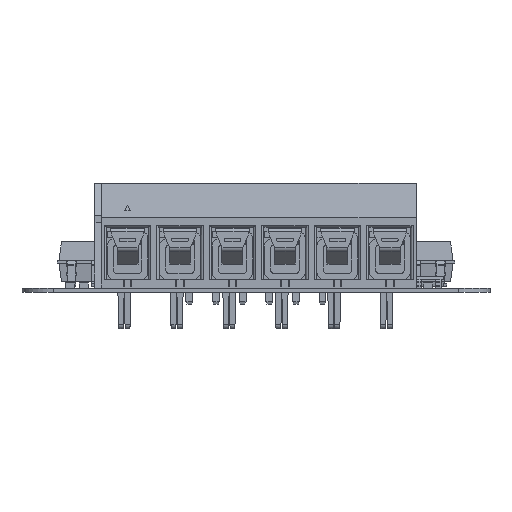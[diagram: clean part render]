
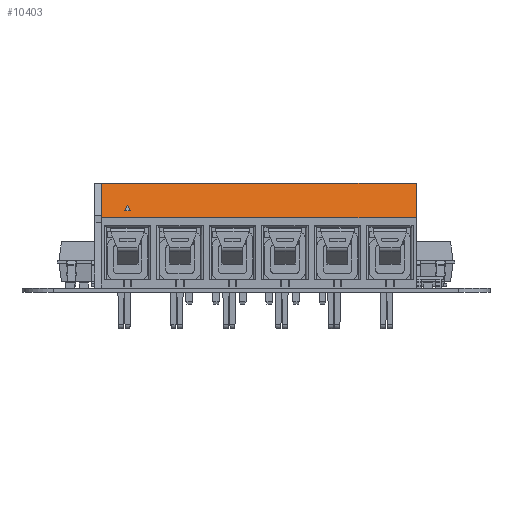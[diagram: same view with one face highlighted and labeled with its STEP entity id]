
A CAD part, left-side view. The second image highlights one B-rep face of the part: STEP entity #10403.
In plain terms, the highlighted face is planar.
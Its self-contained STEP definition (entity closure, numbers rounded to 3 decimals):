
#5654 = VERTEX_POINT('',#5655);
#5655 = CARTESIAN_POINT('',(30.,10.,6.8));
#5661 = EDGE_CURVE('',#5654,#5662,#5664,.T.);
#5662 = VERTEX_POINT('',#5663);
#5663 = CARTESIAN_POINT('',(30.,6.7,7.6));
#5664 = LINE('',#5665,#5666);
#5665 = CARTESIAN_POINT('',(30.,10.,6.8));
#5666 = VECTOR('',#5667,1.);
#5667 = DIRECTION('',(0.,-0.972,0.236));
#8943 = EDGE_CURVE('',#5662,#8944,#8946,.T.);
#8944 = VERTEX_POINT('',#8945);
#8945 = CARTESIAN_POINT('',(0.,6.7,7.6));
#8946 = LINE('',#8947,#8948);
#8947 = CARTESIAN_POINT('',(30.,6.7,7.6));
#8948 = VECTOR('',#8949,1.);
#8949 = DIRECTION('',(-1.,0.,0.));
#10003 = EDGE_CURVE('',#10004,#8944,#10006,.T.);
#10004 = VERTEX_POINT('',#10005);
#10005 = CARTESIAN_POINT('',(0.,10.,6.8));
#10006 = LINE('',#10007,#10008);
#10007 = CARTESIAN_POINT('',(0.,10.,6.8));
#10008 = VECTOR('',#10009,1.);
#10009 = DIRECTION('',(0.,-0.972,0.236));
#10304 = EDGE_CURVE('',#5654,#10004,#10305,.T.);
#10305 = LINE('',#10306,#10307);
#10306 = CARTESIAN_POINT('',(30.,10.,6.8));
#10307 = VECTOR('',#10308,1.);
#10308 = DIRECTION('',(-1.,0.,0.));
#10403 = ADVANCED_FACE('',(#10404,#10430),#10436,.F.);
#10404 = FACE_BOUND('',#10405,.T.);
#10405 = EDGE_LOOP('',(#10406,#10416,#10424));
#10406 = ORIENTED_EDGE('',*,*,#10407,.F.);
#10407 = EDGE_CURVE('',#10408,#10410,#10412,.T.);
#10408 = VERTEX_POINT('',#10409);
#10409 = CARTESIAN_POINT('',(2.75,7.38,7.435));
#10410 = VERTEX_POINT('',#10411);
#10411 = CARTESIAN_POINT('',(2.5,7.866,7.317));
#10412 = LINE('',#10413,#10414);
#10413 = CARTESIAN_POINT('',(2.75,7.38,7.435));
#10414 = VECTOR('',#10415,1.);
#10415 = DIRECTION('',(-0.447,0.869,-0.211));
#10416 = ORIENTED_EDGE('',*,*,#10417,.F.);
#10417 = EDGE_CURVE('',#10418,#10408,#10420,.T.);
#10418 = VERTEX_POINT('',#10419);
#10419 = CARTESIAN_POINT('',(2.25,7.38,7.435));
#10420 = LINE('',#10421,#10422);
#10421 = CARTESIAN_POINT('',(2.25,7.38,7.435));
#10422 = VECTOR('',#10423,1.);
#10423 = DIRECTION('',(1.,0.,0.));
#10424 = ORIENTED_EDGE('',*,*,#10425,.F.);
#10425 = EDGE_CURVE('',#10410,#10418,#10426,.T.);
#10426 = LINE('',#10427,#10428);
#10427 = CARTESIAN_POINT('',(2.5,7.866,7.317));
#10428 = VECTOR('',#10429,1.);
#10429 = DIRECTION('',(-0.447,-0.869,0.211));
#10430 = FACE_BOUND('',#10431,.T.);
#10431 = EDGE_LOOP('',(#10432,#10433,#10434,#10435));
#10432 = ORIENTED_EDGE('',*,*,#10003,.T.);
#10433 = ORIENTED_EDGE('',*,*,#8943,.F.);
#10434 = ORIENTED_EDGE('',*,*,#5661,.F.);
#10435 = ORIENTED_EDGE('',*,*,#10304,.T.);
#10436 = PLANE('',#10437);
#10437 = AXIS2_PLACEMENT_3D('',#10438,#10439,#10440);
#10438 = CARTESIAN_POINT('',(30.,10.,6.8));
#10439 = DIRECTION('',(0.,-0.236,-0.972));
#10440 = DIRECTION('',(0.,0.972,-0.236));
